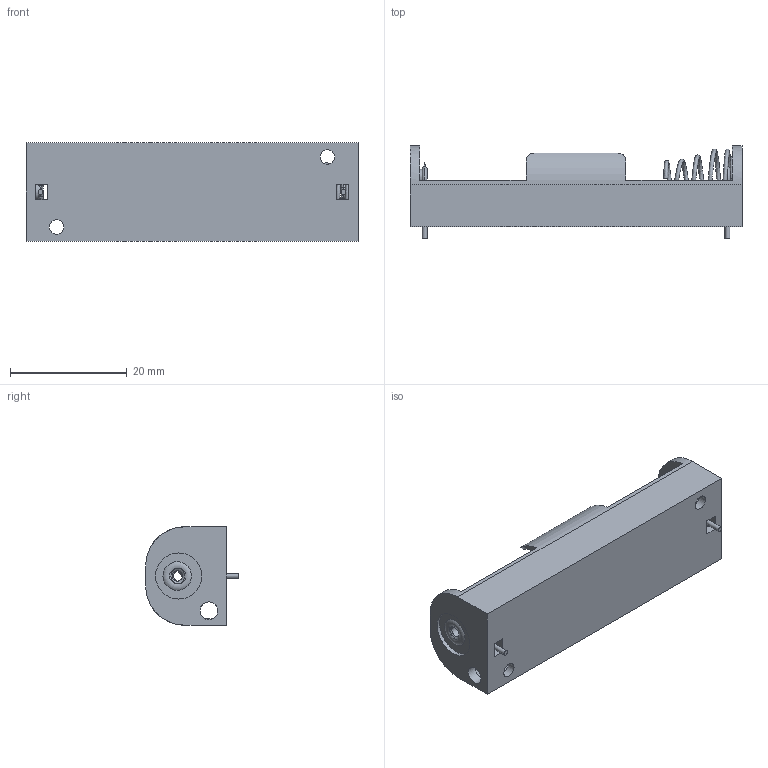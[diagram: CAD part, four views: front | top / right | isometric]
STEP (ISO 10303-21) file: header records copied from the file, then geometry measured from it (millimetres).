
FILE_DESCRIPTION(('FreeCAD Model'),'2;1');
FILE_NAME('Open CASCADE Shape Model','2025-07-01T07:12:51',(''),(''), 'Open CASCADE STEP processor 7.6','FreeCAD','Unknown');
FILE_SCHEMA(('AUTOMOTIVE_DESIGN { 1 0 10303 214 1 1 1 1 }'));
Length unit declared in the file: millimetre
Products named in the file (6): Unnamed; Fusion001; 2460006; 2460003; 2460004; 2460005
Assembly tree (5 placements, depth 3):
  Unnamed
    Fusion001
    2460006
      2460003
      2460004
      2460005
Bounding box: 57 x 15.9 x 16.89 mm (x, y, z)
Volume: 2859.2 mm3; surface area: 5302.4 mm2
Topology: 6 solids, 6 shells, 631 faces, 1671 edges, 1109 vertices
Faces by surface type: plane 447, bspline 151, cylinder 25, torus 8
Full cylindrical faces by diameter (mm): 0.864 x2, 1.778 x2, 2.489 x2, 2.667 x4, 3.048 x2, 7.925 x2
Entity records: 59787 total; most frequent: CARTESIAN_POINT 23559, DIRECTION 5094, LINE 3940, VECTOR 3940, ORIENTED_EDGE 3342, PCURVE 3342, DEFINITIONAL_REPRESENTATION 3342, EDGE_CURVE 1671
